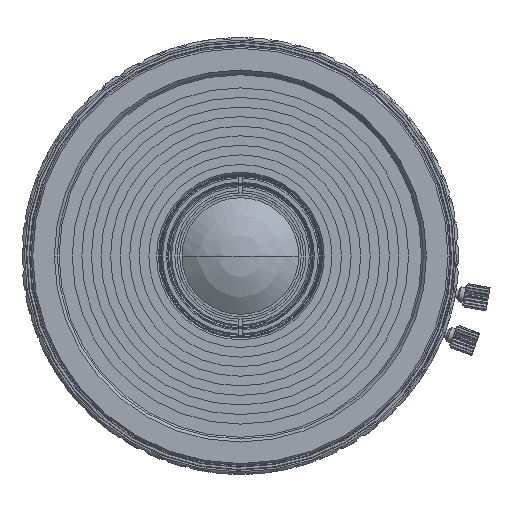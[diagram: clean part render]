
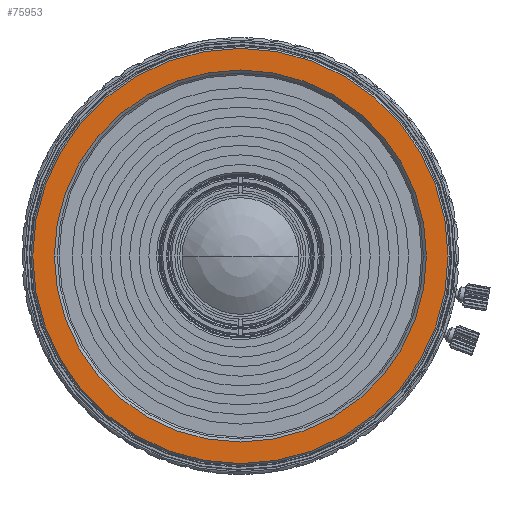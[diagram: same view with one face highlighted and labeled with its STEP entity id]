
A CAD part, left-side view. The second image highlights one B-rep face of the part: STEP entity #75953.
In plain terms, the highlighted planar face has unit normal (-1, 0, 0).
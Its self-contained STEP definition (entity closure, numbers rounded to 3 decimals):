
#75861 = VERTEX_POINT('',#75862);
#75862 = CARTESIAN_POINT('',(-15.235,34.7,
    0.));
#75868 = EDGE_CURVE('',#75861,#75869,#75871,.T.);
#75869 = VERTEX_POINT('',#75870);
#75870 = CARTESIAN_POINT('',(-15.235,0.,
    34.7));
#75871 = CIRCLE('',#75872,34.7);
#75872 = AXIS2_PLACEMENT_3D('',#75873,#75874,#75875);
#75873 = CARTESIAN_POINT('',(-15.235,0.,0.));
#75874 = DIRECTION('',(1.,0.,0.));
#75875 = DIRECTION('',(0.,1.,0.));
#75877 = EDGE_CURVE('',#75869,#75878,#75880,.T.);
#75878 = VERTEX_POINT('',#75879);
#75879 = CARTESIAN_POINT('',(-15.235,-34.7,0.));
#75880 = CIRCLE('',#75881,34.7);
#75881 = AXIS2_PLACEMENT_3D('',#75882,#75883,#75884);
#75882 = CARTESIAN_POINT('',(-15.235,0.,0.));
#75883 = DIRECTION('',(1.,0.,-0.));
#75884 = DIRECTION('',(0.,0.,1.));
#75903 = EDGE_CURVE('',#75878,#75904,#75906,.T.);
#75904 = VERTEX_POINT('',#75905);
#75905 = CARTESIAN_POINT('',(-15.235,0.,
    -34.7));
#75906 = CIRCLE('',#75907,34.7);
#75907 = AXIS2_PLACEMENT_3D('',#75908,#75909,#75910);
#75908 = CARTESIAN_POINT('',(-15.235,0.,
    0.));
#75909 = DIRECTION('',(1.,0.,0.));
#75910 = DIRECTION('',(0.,-1.,0.));
#75912 = EDGE_CURVE('',#75904,#75861,#75913,.T.);
#75913 = CIRCLE('',#75914,34.7);
#75914 = AXIS2_PLACEMENT_3D('',#75915,#75916,#75917);
#75915 = CARTESIAN_POINT('',(-15.235,0.,
    0.));
#75916 = DIRECTION('',(1.,0.,0.));
#75917 = DIRECTION('',(0.,0.,-1.));
#75953 = ADVANCED_FACE('',(#75954,#75960),#75980,.F.);
#75954 = FACE_BOUND('',#75955,.F.);
#75955 = EDGE_LOOP('',(#75956,#75957,#75958,#75959));
#75956 = ORIENTED_EDGE('',*,*,#75903,.T.);
#75957 = ORIENTED_EDGE('',*,*,#75912,.T.);
#75958 = ORIENTED_EDGE('',*,*,#75868,.T.);
#75959 = ORIENTED_EDGE('',*,*,#75877,.T.);
#75960 = FACE_BOUND('',#75961,.F.);
#75961 = EDGE_LOOP('',(#75962,#75973));
#75962 = ORIENTED_EDGE('',*,*,#75963,.T.);
#75963 = EDGE_CURVE('',#75964,#75966,#75968,.T.);
#75964 = VERTEX_POINT('',#75965);
#75965 = CARTESIAN_POINT('',(-15.235,31.09,0.));
#75966 = VERTEX_POINT('',#75967);
#75967 = CARTESIAN_POINT('',(-15.235,-31.09,0.));
#75968 = CIRCLE('',#75969,31.09);
#75969 = AXIS2_PLACEMENT_3D('',#75970,#75971,#75972);
#75970 = CARTESIAN_POINT('',(-15.235,0.,0.));
#75971 = DIRECTION('',(-1.,0.,0.));
#75972 = DIRECTION('',(0.,1.,0.));
#75973 = ORIENTED_EDGE('',*,*,#75974,.T.);
#75974 = EDGE_CURVE('',#75966,#75964,#75975,.T.);
#75975 = CIRCLE('',#75976,31.09);
#75976 = AXIS2_PLACEMENT_3D('',#75977,#75978,#75979);
#75977 = CARTESIAN_POINT('',(-15.235,0.,0.));
#75978 = DIRECTION('',(-1.,0.,0.));
#75979 = DIRECTION('',(0.,-1.,0.));
#75980 = PLANE('',#75981);
#75981 = AXIS2_PLACEMENT_3D('',#75982,#75983,#75984);
#75982 = CARTESIAN_POINT('',(-15.235,0.,0.));
#75983 = DIRECTION('',(1.,0.,0.));
#75984 = DIRECTION('',(0.,-1.,0.));
